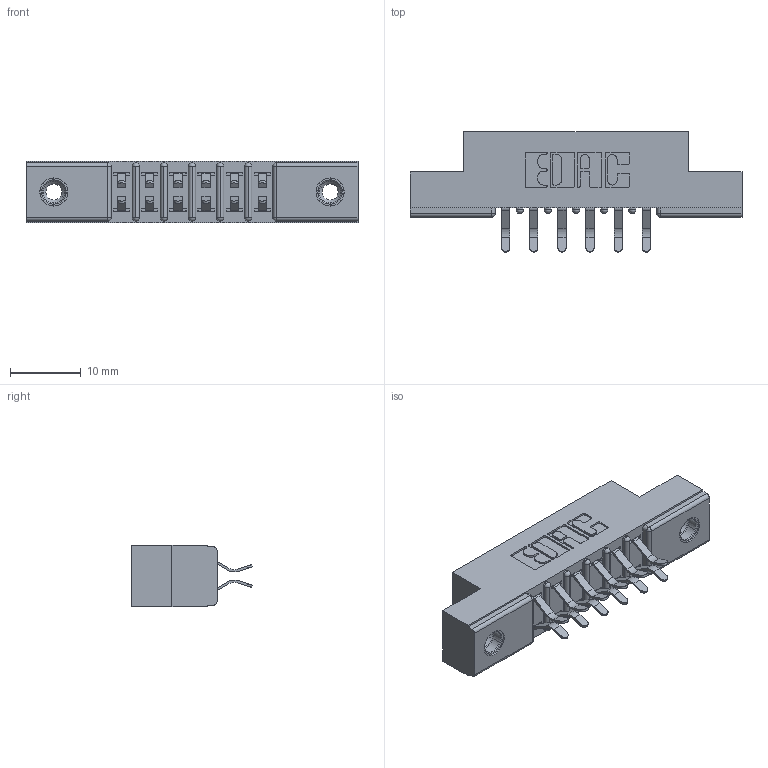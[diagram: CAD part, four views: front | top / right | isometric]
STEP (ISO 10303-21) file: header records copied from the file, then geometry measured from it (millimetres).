
FILE_DESCRIPTION (( 'STEP AP203' ), '1' );
FILE_NAME ('357-012-456-208.STEP', '2020-10-02T16:43:07', ( '' ), ( '' ), 'SwSTEP 2.0', 'SolidWorks 2020', '' );
FILE_SCHEMA (( 'CONFIG_CONTROL_DESIGN' ));
Length unit declared in the file: inch
Products named in the file (4): 357-012-456-208; 307 Part_.156 Dia Mounting Holes; 307-290-001_556; 345-250-001_345-250-003-102
Assembly tree (15 placements, depth 2):
  357-012-456-208
    307 Part_.156 Dia Mounting Holes
    307-290-001_556  x12
    345-250-001_345-250-003-102  x2
Bounding box: 46.79 x 16.97 x 8.71 mm (x, y, z)
Volume: 3053.5 mm3; surface area: 4568.4 mm2
Topology: 15 solids, 15 shells, 785 faces, 2163 edges, 1398 vertices
Faces by surface type: plane 498, cylinder 257, sphere 14, cone 12, torus 4
Entity records: 11063 total; most frequent: CARTESIAN_POINT 1805, DIRECTION 1793, ORIENTED_EDGE 1778, EDGE_CURVE 889, VECTOR 665, LINE 665, VERTEX_POINT 576, AXIS2_PLACEMENT_3D 564
